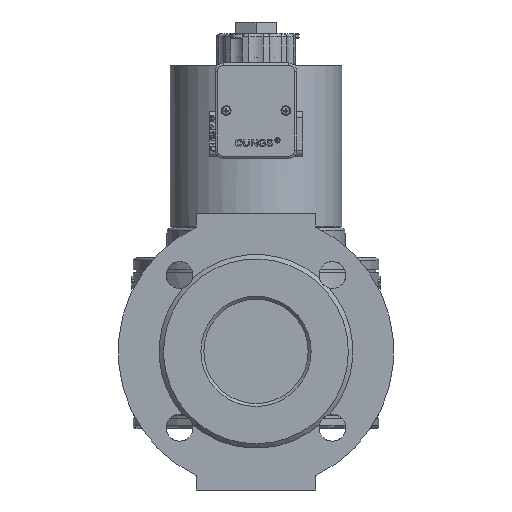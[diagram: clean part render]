
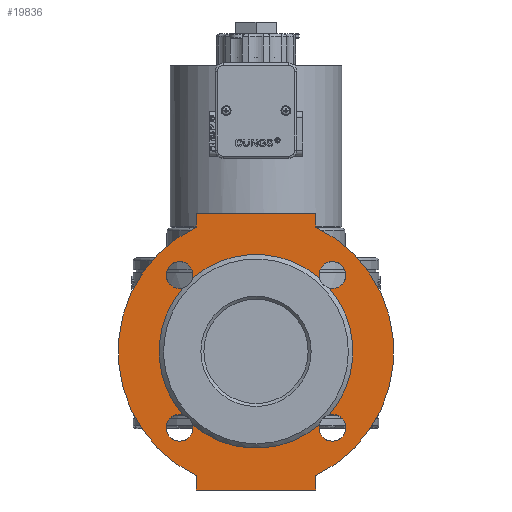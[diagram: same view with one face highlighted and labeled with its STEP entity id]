
A CAD part, left-side view. The second image highlights one B-rep face of the part: STEP entity #19836.
In plain terms, the highlighted planar face has unit normal (-1, 0, 0).
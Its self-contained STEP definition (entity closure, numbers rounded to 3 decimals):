
#1624=LINE('',#27146,#2962);
#1627=LINE('',#27152,#2965);
#1631=LINE('',#27159,#2969);
#1634=LINE('',#27167,#2972);
#1638=LINE('',#27174,#2976);
#1641=LINE('',#27180,#2979);
#2962=VECTOR('',#22306,8.);
#2965=VECTOR('',#22311,0.96);
#2969=VECTOR('',#22317,0.96);
#2972=VECTOR('',#22322,0.91);
#2976=VECTOR('',#22328,8.);
#2979=VECTOR('',#22333,0.91);
#4330=FACE_BOUND('',#6485,.T.);
#5243=FACE_OUTER_BOUND('',#6484,.T.);
#6484=EDGE_LOOP('',(#15886,#15887,#15888,#15889,#15890,#15891,#15892,#15893));
#6485=EDGE_LOOP('',(#15894,#15895,#15896,#15897,#15898,#15899,#15900,#15901));
#7197=CIRCLE('',#20588,9.25);
#7200=CIRCLE('',#20592,9.25);
#7445=CIRCLE('',#21115,6.5);
#7446=CIRCLE('',#21116,6.5);
#7447=CIRCLE('',#21117,6.5);
#7448=CIRCLE('',#21118,6.5);
#7449=CIRCLE('',#21120,0.9);
#7450=CIRCLE('',#21121,0.9);
#7451=CIRCLE('',#21122,0.9);
#7452=CIRCLE('',#21123,0.9);
#7927=VERTEX_POINT('',#27143);
#7928=VERTEX_POINT('',#27145);
#7930=VERTEX_POINT('',#27151);
#7932=VERTEX_POINT('',#27157);
#7935=VERTEX_POINT('',#27164);
#7936=VERTEX_POINT('',#27166);
#7938=VERTEX_POINT('',#27172);
#7940=VERTEX_POINT('',#27178);
#8800=VERTEX_POINT('',#38102);
#8801=VERTEX_POINT('',#38103);
#8802=VERTEX_POINT('',#38105);
#8803=VERTEX_POINT('',#38116);
#8804=VERTEX_POINT('',#38118);
#8805=VERTEX_POINT('',#38129);
#8806=VERTEX_POINT('',#38131);
#8807=VERTEX_POINT('',#38142);
#10010=EDGE_CURVE('',#7927,#7928,#1624,.T.);
#10013=EDGE_CURVE('',#7928,#7930,#1627,.T.);
#10017=EDGE_CURVE('',#7932,#7927,#1631,.T.);
#10020=EDGE_CURVE('',#7935,#7936,#1634,.T.);
#10024=EDGE_CURVE('',#7938,#7935,#1638,.T.);
#10027=EDGE_CURVE('',#7940,#7938,#1641,.T.);
#10028=EDGE_CURVE('',#7940,#7930,#7197,.T.);
#10031=EDGE_CURVE('',#7932,#7936,#7200,.T.);
#11330=EDGE_CURVE('',#8800,#8801,#7445,.T.);
#11332=EDGE_CURVE('',#8802,#8803,#7446,.T.);
#11334=EDGE_CURVE('',#8804,#8805,#7447,.T.);
#11336=EDGE_CURVE('',#8806,#8807,#7448,.T.);
#11338=EDGE_CURVE('',#8800,#8807,#7449,.T.);
#11339=EDGE_CURVE('',#8806,#8805,#7450,.T.);
#11340=EDGE_CURVE('',#8804,#8803,#7451,.T.);
#11341=EDGE_CURVE('',#8802,#8801,#7452,.T.);
#15886=ORIENTED_EDGE('',*,*,#10028,.T.);
#15887=ORIENTED_EDGE('',*,*,#10013,.F.);
#15888=ORIENTED_EDGE('',*,*,#10010,.F.);
#15889=ORIENTED_EDGE('',*,*,#10017,.F.);
#15890=ORIENTED_EDGE('',*,*,#10031,.T.);
#15891=ORIENTED_EDGE('',*,*,#10020,.F.);
#15892=ORIENTED_EDGE('',*,*,#10024,.F.);
#15893=ORIENTED_EDGE('',*,*,#10027,.F.);
#15894=ORIENTED_EDGE('',*,*,#11330,.F.);
#15895=ORIENTED_EDGE('',*,*,#11338,.T.);
#15896=ORIENTED_EDGE('',*,*,#11336,.F.);
#15897=ORIENTED_EDGE('',*,*,#11339,.T.);
#15898=ORIENTED_EDGE('',*,*,#11334,.F.);
#15899=ORIENTED_EDGE('',*,*,#11340,.T.);
#15900=ORIENTED_EDGE('',*,*,#11332,.F.);
#15901=ORIENTED_EDGE('',*,*,#11341,.T.);
#19012=PLANE('',#21119);
#19836=ADVANCED_FACE('',(#5243,#4330),#19012,.F.);
#20588=AXIS2_PLACEMENT_3D('',#27182,#22336,#22337);
#20592=AXIS2_PLACEMENT_3D('',#27186,#22344,#22345);
#21115=AXIS2_PLACEMENT_3D('',#38104,#23869,#23870);
#21116=AXIS2_PLACEMENT_3D('',#38117,#23871,#23872);
#21117=AXIS2_PLACEMENT_3D('',#38130,#23873,#23874);
#21118=AXIS2_PLACEMENT_3D('',#38143,#23875,#23876);
#21119=AXIS2_PLACEMENT_3D('',#38154,#23877,#23878);
#21120=AXIS2_PLACEMENT_3D('',#38155,#23879,#23880);
#21121=AXIS2_PLACEMENT_3D('',#38156,#23881,#23882);
#21122=AXIS2_PLACEMENT_3D('',#38157,#23883,#23884);
#21123=AXIS2_PLACEMENT_3D('',#38158,#23885,#23886);
#22306=DIRECTION('',(0.,1.,0.));
#22311=DIRECTION('',(0.,0.,1.));
#22317=DIRECTION('',(0.,0.,-1.));
#22322=DIRECTION('',(0.,0.,-1.));
#22328=DIRECTION('',(0.,-1.,0.));
#22333=DIRECTION('',(0.,0.,1.));
#22336=DIRECTION('center_axis',(-1.,0.,0.));
#22337=DIRECTION('ref_axis',(0.,0.,1.));
#22344=DIRECTION('center_axis',(-1.,0.,0.));
#22345=DIRECTION('ref_axis',(0.,0.,1.));
#23869=DIRECTION('center_axis',(-1.,0.,0.));
#23870=DIRECTION('ref_axis',(0.,0.,1.));
#23871=DIRECTION('center_axis',(-1.,0.,0.));
#23872=DIRECTION('ref_axis',(0.,0.,1.));
#23873=DIRECTION('center_axis',(-1.,0.,0.));
#23874=DIRECTION('ref_axis',(0.,0.,1.));
#23875=DIRECTION('center_axis',(-1.,0.,0.));
#23876=DIRECTION('ref_axis',(0.,0.,1.));
#23877=DIRECTION('center_axis',(1.,0.,0.));
#23878=DIRECTION('ref_axis',(0.,0.,-1.));
#23879=DIRECTION('center_axis',(1.,0.,0.));
#23880=DIRECTION('ref_axis',(0.,0.,-1.));
#23881=DIRECTION('center_axis',(1.,0.,0.));
#23882=DIRECTION('ref_axis',(0.,0.,-1.));
#23883=DIRECTION('center_axis',(1.,0.,0.));
#23884=DIRECTION('ref_axis',(0.,0.,-1.));
#23885=DIRECTION('center_axis',(1.,0.,0.));
#23886=DIRECTION('ref_axis',(0.,0.,-1.));
#27143=CARTESIAN_POINT('',(-14.2,-4.,-9.625));
#27145=CARTESIAN_POINT('',(-14.2,4.,-9.625));
#27146=CARTESIAN_POINT('',(-14.2,-4.,-9.625));
#27151=CARTESIAN_POINT('',(-14.2,4.,-8.665));
#27152=CARTESIAN_POINT('',(-14.2,4.,-9.625));
#27157=CARTESIAN_POINT('',(-14.2,-4.,-8.665));
#27159=CARTESIAN_POINT('',(-14.2,-4.,-8.665));
#27164=CARTESIAN_POINT('',(-14.2,-4.,8.925));
#27166=CARTESIAN_POINT('',(-14.2,-4.,8.015));
#27167=CARTESIAN_POINT('',(-14.2,-4.,8.925));
#27172=CARTESIAN_POINT('',(-14.2,4.,8.925));
#27174=CARTESIAN_POINT('',(-14.2,4.,8.925));
#27178=CARTESIAN_POINT('',(-14.2,4.,8.015));
#27180=CARTESIAN_POINT('',(-14.2,4.,8.015));
#27182=CARTESIAN_POINT('Origin',(-14.2,0.,-0.325));
#27186=CARTESIAN_POINT('Origin',(-14.2,0.,-0.325));
#38102=CARTESIAN_POINT('',(-14.2,4.917,3.926));
#38103=CARTESIAN_POINT('',(-14.2,4.917,-4.576));
#38104=CARTESIAN_POINT('Origin',(-14.2,0.,-0.325));
#38105=CARTESIAN_POINT('',(-14.2,4.251,-5.242));
#38116=CARTESIAN_POINT('',(-14.2,-4.251,-5.242));
#38117=CARTESIAN_POINT('Origin',(-14.2,0.,-0.325));
#38118=CARTESIAN_POINT('',(-14.2,-4.917,-4.576));
#38129=CARTESIAN_POINT('',(-14.2,-4.917,3.926));
#38130=CARTESIAN_POINT('Origin',(-14.2,0.,-0.325));
#38131=CARTESIAN_POINT('',(-14.2,-4.251,4.592));
#38142=CARTESIAN_POINT('',(-14.2,4.251,4.592));
#38143=CARTESIAN_POINT('Origin',(-14.2,0.,-0.325));
#38154=CARTESIAN_POINT('Origin',(-14.2,0.,7.55));
#38155=CARTESIAN_POINT('Origin',(-14.2,5.127,4.802));
#38156=CARTESIAN_POINT('Origin',(-14.2,-5.127,4.802));
#38157=CARTESIAN_POINT('Origin',(-14.2,-5.127,-5.452));
#38158=CARTESIAN_POINT('Origin',(-14.2,5.127,-5.452));
